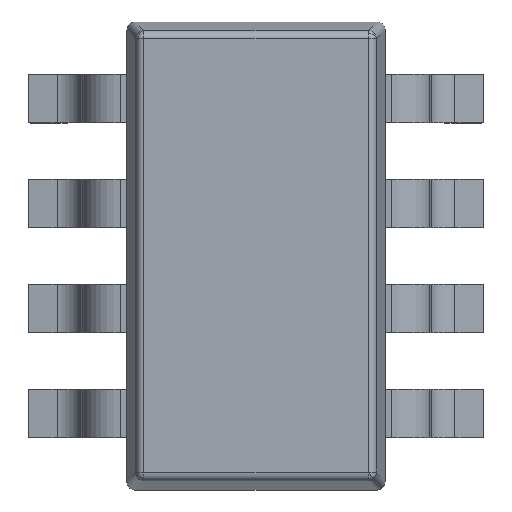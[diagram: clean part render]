
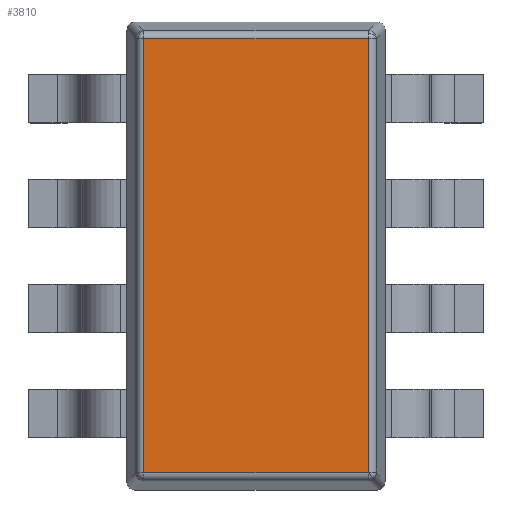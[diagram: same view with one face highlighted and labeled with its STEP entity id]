
A CAD part, top view. The second image highlights one B-rep face of the part: STEP entity #3810.
In plain terms, the highlighted planar face has unit normal (0, 0, 1).
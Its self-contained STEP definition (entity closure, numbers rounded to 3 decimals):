
#245=ORIENTED_EDGE('',*,*,#1057,.F.);
#246=ORIENTED_EDGE('',*,*,#1058,.F.);
#247=ORIENTED_EDGE('',*,*,#1059,.F.);
#248=ORIENTED_EDGE('',*,*,#1060,.F.);
#1057=EDGE_CURVE('',#1463,#1464,#1702,.T.);
#1058=EDGE_CURVE('',#1461,#1463,#1703,.T.);
#1059=EDGE_CURVE('',#1458,#1461,#1704,.T.);
#1060=EDGE_CURVE('',#1464,#1458,#1705,.T.);
#1458=VERTEX_POINT('',#5151);
#1461=VERTEX_POINT('',#5158);
#1463=VERTEX_POINT('',#5164);
#1464=VERTEX_POINT('',#5165);
#1702=LINE('',#5163,#1990);
#1703=LINE('',#5166,#1991);
#1704=LINE('',#5167,#1992);
#1705=LINE('',#5168,#1993);
#1990=VECTOR('',#4309,1000.);
#1991=VECTOR('',#4310,1000.);
#1992=VECTOR('',#4311,1000.);
#1993=VECTOR('',#4312,1000.);
#2256=EDGE_LOOP('',(#245,#246,#247,#248));
#2418=FACE_BOUND('',#2256,.T.);
#2578=PLANE('',#3984);
#3810=ADVANCED_FACE('',(#2418),#2578,.T.);
#3984=AXIS2_PLACEMENT_3D('',#5162,#4307,#4308);
#4307=DIRECTION('',(0.,0.,1.));
#4308=DIRECTION('',(1.,0.,0.));
#4309=DIRECTION('',(0.,1.,0.));
#4310=DIRECTION('',(-1.,0.,0.));
#4311=DIRECTION('',(0.,-1.,0.));
#4312=DIRECTION('',(1.,0.,0.));
#5151=CARTESIAN_POINT('',(0.695,1.345,0.9));
#5158=CARTESIAN_POINT('',(0.695,-1.345,0.9));
#5162=CARTESIAN_POINT('',(0.,0.,0.9));
#5163=CARTESIAN_POINT('',(-0.695,5.23,0.9));
#5164=CARTESIAN_POINT('',(-0.695,-1.345,0.9));
#5165=CARTESIAN_POINT('',(-0.695,1.345,0.9));
#5166=CARTESIAN_POINT('',(-2.886,-1.345,0.9));
#5167=CARTESIAN_POINT('',(0.695,-5.23,0.9));
#5168=CARTESIAN_POINT('',(2.886,1.345,0.9));
